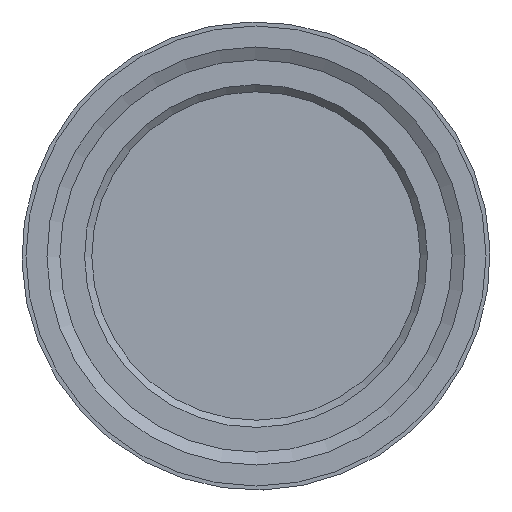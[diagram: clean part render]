
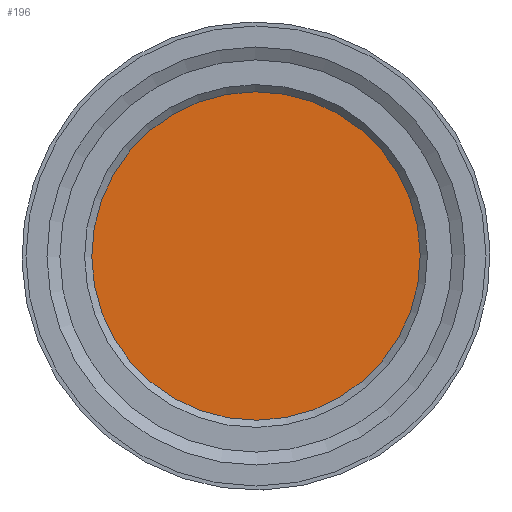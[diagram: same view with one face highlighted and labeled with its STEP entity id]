
A CAD part, left-side view. The second image highlights one B-rep face of the part: STEP entity #196.
In plain terms, the highlighted planar face has unit normal (-1, 0, 0).
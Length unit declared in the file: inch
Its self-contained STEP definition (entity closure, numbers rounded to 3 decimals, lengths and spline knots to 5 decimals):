
#75 = EDGE_LOOP ( 'NONE', ( #788 ) ) ;
#129 = CARTESIAN_POINT ( 'NONE',  ( -17.97548, -5.86048, 0.00612 ) ) ;
#196 = ADVANCED_FACE ( 'NONE', ( #581 ), #271, .T. ) ;
#270 = CARTESIAN_POINT ( 'NONE',  ( -17.97548, -4.4255, 0. ) ) ;
#271 = PLANE ( 'NONE',  #549 ) ;
#274 = DIRECTION ( 'NONE',  ( -1., 0., 0. ) ) ;
#275 = DIRECTION ( 'NONE',  ( 0., 0., 1. ) ) ;
#507 = AXIS2_PLACEMENT_3D ( 'NONE', #753, #754, #755 ) ;
#525 = EDGE_CURVE ( 'NONE', #664, #664, #630, .T. ) ;
#549 = AXIS2_PLACEMENT_3D ( 'NONE', #270, #274, #275 ) ;
#581 = FACE_OUTER_BOUND ( 'NONE', #75, .T. ) ;
#630 = CIRCLE ( 'NONE', #507, 1.435 ) ;
#664 = VERTEX_POINT ( 'NONE', #129 ) ;
#753 = CARTESIAN_POINT ( 'NONE',  ( -17.97548, -4.4255, 0. ) ) ;
#754 = DIRECTION ( 'NONE',  ( -1., 0., 0. ) ) ;
#755 = DIRECTION ( 'NONE',  ( 0., -1., 0.004 ) ) ;
#788 = ORIENTED_EDGE ( 'NONE', *, *, #525, .T. ) ;
